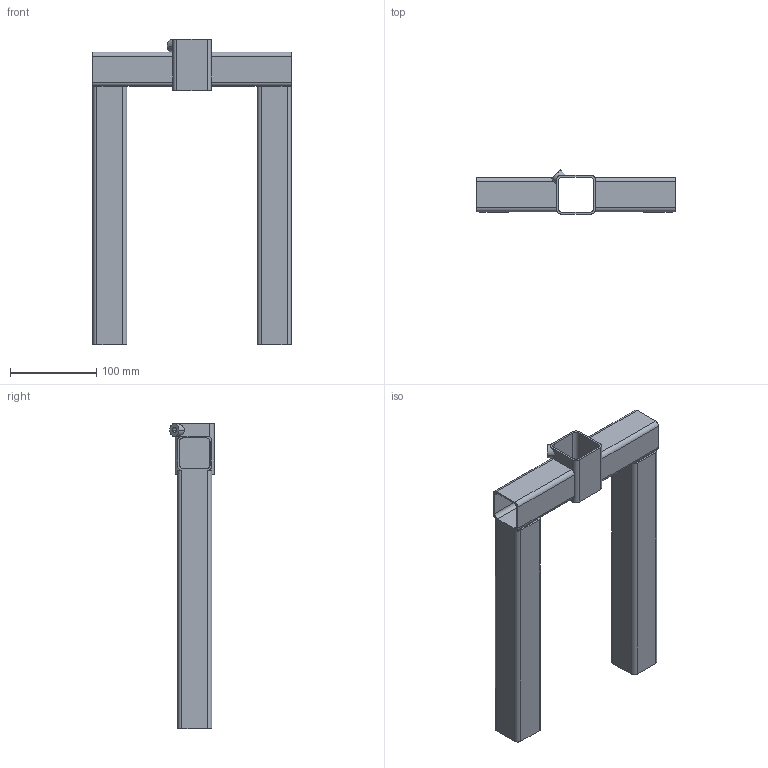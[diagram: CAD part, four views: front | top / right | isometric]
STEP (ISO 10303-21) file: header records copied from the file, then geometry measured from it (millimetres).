
FILE_DESCRIPTION (( 'STEP AP203' ), '1' );
FILE_NAME ('Reglage bas-verticalisateur.STEP', '2020-12-03T10:46:15', ( '' ), ( '' ), 'SwSTEP 2.0', 'SolidWorks 2019', '' );
FILE_SCHEMA (( 'CONFIG_CONTROL_DESIGN' ));
Length unit declared in the file: millimetre
Products named in the file (1): Reglage bas-verticalisateur
Bounding box: 231 x 51.34 x 355 mm (x, y, z)
Volume: 260298.1 mm3; surface area: 247420.6 mm2
Topology: 1 solids, 1 shells, 104 faces, 306 edges, 192 vertices
Faces by surface type: plane 59, cylinder 45
Entity records: 3659 total; most frequent: CARTESIAN_POINT 715, DIRECTION 616, ORIENTED_EDGE 612, EDGE_CURVE 306, AXIS2_PLACEMENT_3D 213, VERTEX_POINT 192, LINE 190, VECTOR 190
